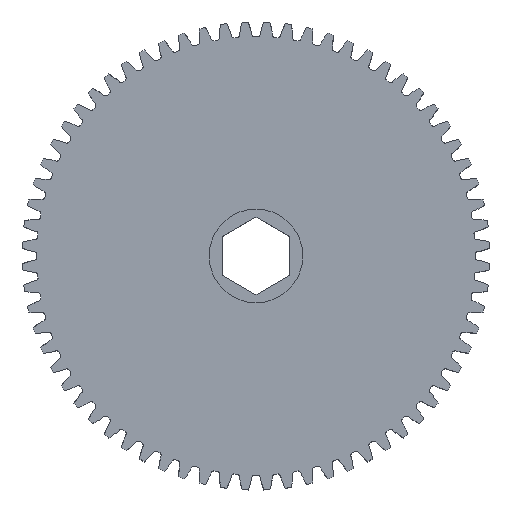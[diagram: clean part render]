
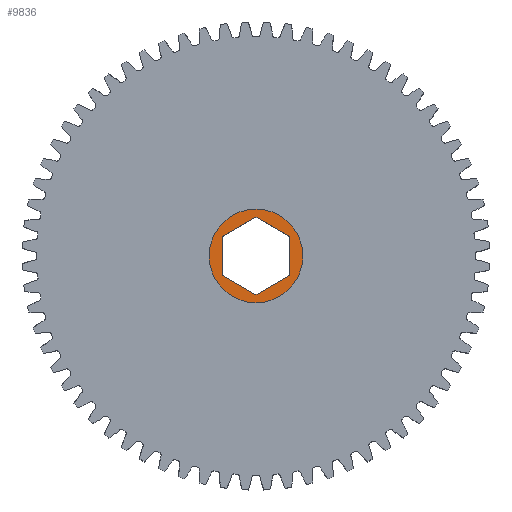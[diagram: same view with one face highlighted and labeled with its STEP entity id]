
A CAD part, top view. The second image highlights one B-rep face of the part: STEP entity #9836.
In plain terms, the highlighted planar face has unit normal (0, 0, 1).
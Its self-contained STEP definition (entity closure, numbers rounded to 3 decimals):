
#342 = CARTESIAN_POINT ( 'NONE',  ( 0., -8.89, 6.3 ) ) ;
#462 = DIRECTION ( 'NONE',  ( 0., 0., -1. ) ) ;
#650 = VERTEX_POINT ( 'NONE', #11498 ) ;
#1152 = AXIS2_PLACEMENT_3D ( 'NONE', #2509, #462, #11806 ) ;
#1972 = ORIENTED_EDGE ( 'NONE', *, *, #13186, .T. ) ;
#2142 = VECTOR ( 'NONE', #21154, 1000. ) ;
#2509 = CARTESIAN_POINT ( 'NONE',  ( 0., 0., 6.3 ) ) ;
#2513 = CARTESIAN_POINT ( 'NONE',  ( -6.388, -3.688, 6.3 ) ) ;
#2639 = CARTESIAN_POINT ( 'NONE',  ( 6.388, 3.688, 6.3 ) ) ;
#2914 = ORIENTED_EDGE ( 'NONE', *, *, #18983, .T. ) ;
#3010 = AXIS2_PLACEMENT_3D ( 'NONE', #7589, #20717, #4066 ) ;
#3359 = ORIENTED_EDGE ( 'NONE', *, *, #15048, .F. ) ;
#3424 = CARTESIAN_POINT ( 'NONE',  ( -6.388, 3.688, 6.3 ) ) ;
#3838 = CARTESIAN_POINT ( 'NONE',  ( 0., 7.376, 6.3 ) ) ;
#3968 = CIRCLE ( 'NONE', #6477, 8.89 ) ;
#4066 = DIRECTION ( 'NONE',  ( 0., 1., 0. ) ) ;
#4120 = VECTOR ( 'NONE', #4519, 1000. ) ;
#4318 = EDGE_CURVE ( 'NONE', #9439, #7004, #18780, .T. ) ;
#4519 = DIRECTION ( 'NONE',  ( 0., -1., 0. ) ) ;
#4634 = CARTESIAN_POINT ( 'NONE',  ( 0., -7.376, 6.3 ) ) ;
#5062 = CARTESIAN_POINT ( 'NONE',  ( -6.388, -3.688, 6.3 ) ) ;
#5389 = DIRECTION ( 'NONE',  ( 0., 0., -1. ) ) ;
#6385 = VERTEX_POINT ( 'NONE', #2513 ) ;
#6477 = AXIS2_PLACEMENT_3D ( 'NONE', #12640, #5389, #18423 ) ;
#6478 = EDGE_CURVE ( 'NONE', #16150, #6385, #12326, .T. ) ;
#7004 = VERTEX_POINT ( 'NONE', #3838 ) ;
#7589 = CARTESIAN_POINT ( 'NONE',  ( 0., 0., 6.3 ) ) ;
#7643 = LINE ( 'NONE', #2639, #4120 ) ;
#8010 = VECTOR ( 'NONE', #12223, 1000. ) ;
#8553 = CARTESIAN_POINT ( 'NONE',  ( 0., -7.376, 6.3 ) ) ;
#8623 = VECTOR ( 'NONE', #22707, 1000. ) ;
#9439 = VERTEX_POINT ( 'NONE', #3424 ) ;
#9441 = CARTESIAN_POINT ( 'NONE',  ( -6.388, 3.688, 6.3 ) ) ;
#9836 = ADVANCED_FACE ( 'NONE', ( #22794, #16395 ), #16963, .F. ) ;
#10248 = EDGE_CURVE ( 'NONE', #650, #17153, #7643, .T. ) ;
#11498 = CARTESIAN_POINT ( 'NONE',  ( 6.388, 3.688, 6.3 ) ) ;
#11806 = DIRECTION ( 'NONE',  ( 0., 1., 0. ) ) ;
#12223 = DIRECTION ( 'NONE',  ( 0., 1., 0. ) ) ;
#12326 = LINE ( 'NONE', #4634, #14073 ) ;
#12640 = CARTESIAN_POINT ( 'NONE',  ( 0., 0., 6.3 ) ) ;
#12706 = CIRCLE ( 'NONE', #1152, 8.89 ) ;
#12969 = ORIENTED_EDGE ( 'NONE', *, *, #6478, .T. ) ;
#13041 = EDGE_LOOP ( 'NONE', ( #2914, #16853, #1972, #15427, #14286, #12969 ) ) ;
#13186 = EDGE_CURVE ( 'NONE', #7004, #650, #21471, .T. ) ;
#13597 = DIRECTION ( 'NONE',  ( -0.866, 0.5, 0. ) ) ;
#13781 = EDGE_CURVE ( 'NONE', #17153, #16150, #16517, .T. ) ;
#14073 = VECTOR ( 'NONE', #13597, 1000. ) ;
#14286 = ORIENTED_EDGE ( 'NONE', *, *, #13781, .T. ) ;
#14303 = CARTESIAN_POINT ( 'NONE',  ( 0., 7.376, 6.3 ) ) ;
#14785 = EDGE_CURVE ( 'NONE', #20185, #20524, #3968, .T. ) ;
#15048 = EDGE_CURVE ( 'NONE', #20524, #20185, #12706, .T. ) ;
#15427 = ORIENTED_EDGE ( 'NONE', *, *, #10248, .T. ) ;
#16150 = VERTEX_POINT ( 'NONE', #8553 ) ;
#16277 = DIRECTION ( 'NONE',  ( 0.866, -0.5, 0. ) ) ;
#16395 = FACE_OUTER_BOUND ( 'NONE', #16862, .T. ) ;
#16517 = LINE ( 'NONE', #22782, #8623 ) ;
#16853 = ORIENTED_EDGE ( 'NONE', *, *, #4318, .T. ) ;
#16862 = EDGE_LOOP ( 'NONE', ( #17565, #3359 ) ) ;
#16963 = PLANE ( 'NONE',  #3010 ) ;
#17153 = VERTEX_POINT ( 'NONE', #20650 ) ;
#17565 = ORIENTED_EDGE ( 'NONE', *, *, #14785, .F. ) ;
#18423 = DIRECTION ( 'NONE',  ( 0., 1., 0. ) ) ;
#18780 = LINE ( 'NONE', #9441, #2142 ) ;
#18856 = CARTESIAN_POINT ( 'NONE',  ( 0., 8.89, 6.3 ) ) ;
#18983 = EDGE_CURVE ( 'NONE', #6385, #9439, #22889, .T. ) ;
#19674 = VECTOR ( 'NONE', #16277, 1000. ) ;
#20185 = VERTEX_POINT ( 'NONE', #18856 ) ;
#20524 = VERTEX_POINT ( 'NONE', #342 ) ;
#20650 = CARTESIAN_POINT ( 'NONE',  ( 6.388, -3.688, 6.3 ) ) ;
#20717 = DIRECTION ( 'NONE',  ( 0., 0., -1. ) ) ;
#21154 = DIRECTION ( 'NONE',  ( 0.866, 0.5, 0. ) ) ;
#21471 = LINE ( 'NONE', #14303, #19674 ) ;
#22707 = DIRECTION ( 'NONE',  ( -0.866, -0.5, 0. ) ) ;
#22782 = CARTESIAN_POINT ( 'NONE',  ( 6.388, -3.688, 6.3 ) ) ;
#22794 = FACE_BOUND ( 'NONE', #13041, .T. ) ;
#22889 = LINE ( 'NONE', #5062, #8010 ) ;
